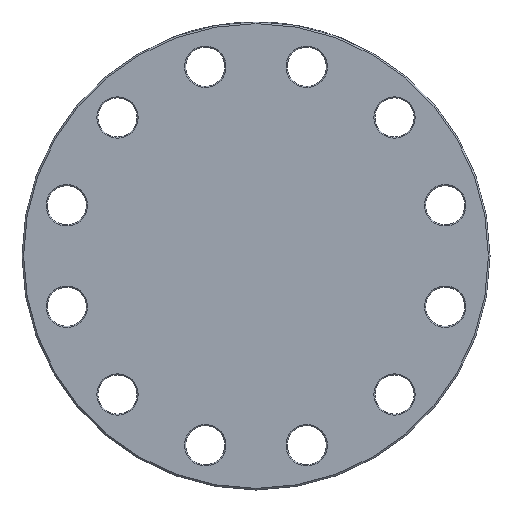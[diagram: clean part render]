
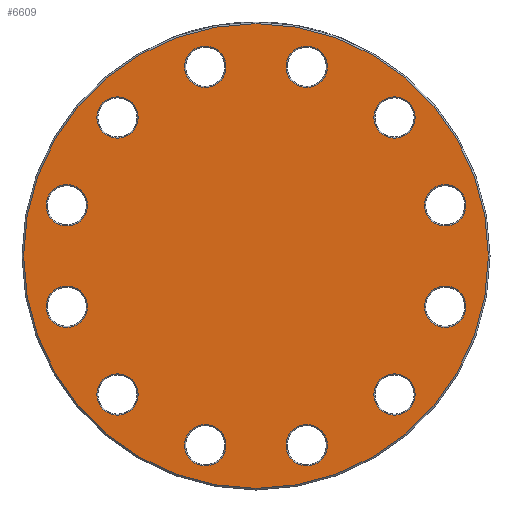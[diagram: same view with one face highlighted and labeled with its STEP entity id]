
A CAD part, left-side view. The second image highlights one B-rep face of the part: STEP entity #6609.
In plain terms, the highlighted planar face has unit normal (-1, 0, 0).
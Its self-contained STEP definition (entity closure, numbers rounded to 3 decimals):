
#72 = AXIS2_PLACEMENT_3D ( 'NONE', #4059, #1632, #6874 ) ;
#73 = FACE_BOUND ( 'NONE', #7208, .T. ) ;
#153 = CARTESIAN_POINT ( 'NONE',  ( 0., 46.587, -192.867 ) ) ;
#279 = EDGE_CURVE ( 'NONE', #3576, #3576, #1920, .T. ) ;
#319 = DIRECTION ( 'NONE',  ( 0., 0., -1. ) ) ;
#385 = DIRECTION ( 'NONE',  ( 0., 0., -1. ) ) ;
#453 = EDGE_LOOP ( 'NONE', ( #5209 ) ) ;
#597 = CARTESIAN_POINT ( 'NONE',  ( 0., -173.867, 27.587 ) ) ;
#659 = DIRECTION ( 'NONE',  ( 1., 0., 0. ) ) ;
#690 = EDGE_LOOP ( 'NONE', ( #4035 ) ) ;
#716 = CARTESIAN_POINT ( 'NONE',  ( 0., 173.867, -65.587 ) ) ;
#740 = DIRECTION ( 'NONE',  ( 0., 0., -1. ) ) ;
#887 = AXIS2_PLACEMENT_3D ( 'NONE', #2728, #5606, #4503 ) ;
#948 = EDGE_LOOP ( 'NONE', ( #2397 ) ) ;
#979 = DIRECTION ( 'NONE',  ( 1., 0., 0. ) ) ;
#1073 = FACE_BOUND ( 'NONE', #453, .T. ) ;
#1145 = AXIS2_PLACEMENT_3D ( 'NONE', #1654, #979, #385 ) ;
#1269 = CARTESIAN_POINT ( 'NONE',  ( 0., 0., -213.5 ) ) ;
#1279 = AXIS2_PLACEMENT_3D ( 'NONE', #6118, #659, #740 ) ;
#1349 = DIRECTION ( 'NONE',  ( 0., 0., -1. ) ) ;
#1353 = VERTEX_POINT ( 'NONE', #2467 ) ;
#1388 = FACE_BOUND ( 'NONE', #2620, .T. ) ;
#1632 = DIRECTION ( 'NONE',  ( 1., 0., 0. ) ) ;
#1639 = AXIS2_PLACEMENT_3D ( 'NONE', #7514, #3333, #319 ) ;
#1654 = CARTESIAN_POINT ( 'NONE',  ( 0., -46.587, 173.867 ) ) ;
#1680 = CIRCLE ( 'NONE', #6188, 213.5 ) ;
#1834 = DIRECTION ( 'NONE',  ( 0., 0., -1. ) ) ;
#1891 = VERTEX_POINT ( 'NONE', #153 ) ;
#1920 = CIRCLE ( 'NONE', #4047, 19. ) ;
#1924 = ORIENTED_EDGE ( 'NONE', *, *, #5182, .T. ) ;
#1935 = CIRCLE ( 'NONE', #3681, 19. ) ;
#1937 = VERTEX_POINT ( 'NONE', #1269 ) ;
#1956 = ORIENTED_EDGE ( 'NONE', *, *, #279, .T. ) ;
#2020 = CARTESIAN_POINT ( 'NONE',  ( 0., 46.587, -173.867 ) ) ;
#2042 = FACE_BOUND ( 'NONE', #6796, .T. ) ;
#2130 = CIRCLE ( 'NONE', #6513, 19. ) ;
#2182 = AXIS2_PLACEMENT_3D ( 'NONE', #4076, #6933, #3954 ) ;
#2276 = DIRECTION ( 'NONE',  ( 1., 0., 0. ) ) ;
#2300 = CARTESIAN_POINT ( 'NONE',  ( 0., 127.279, -146.279 ) ) ;
#2302 = DIRECTION ( 'NONE',  ( 1., 0., 0. ) ) ;
#2326 = EDGE_CURVE ( 'NONE', #5451, #5451, #4801, .T. ) ;
#2391 = FACE_BOUND ( 'NONE', #3183, .T. ) ;
#2397 = ORIENTED_EDGE ( 'NONE', *, *, #5463, .T. ) ;
#2465 = FACE_BOUND ( 'NONE', #4449, .T. ) ;
#2467 = CARTESIAN_POINT ( 'NONE',  ( 0., 46.587, 154.867 ) ) ;
#2569 = ORIENTED_EDGE ( 'NONE', *, *, #7342, .T. ) ;
#2620 = EDGE_LOOP ( 'NONE', ( #6128 ) ) ;
#2728 = CARTESIAN_POINT ( 'NONE',  ( 0., 0., 0. ) ) ;
#2880 = VERTEX_POINT ( 'NONE', #6493 ) ;
#2889 = ORIENTED_EDGE ( 'NONE', *, *, #2326, .T. ) ;
#2903 = AXIS2_PLACEMENT_3D ( 'NONE', #5256, #2276, #4663 ) ;
#2911 = DIRECTION ( 'NONE',  ( 0., 0., -1. ) ) ;
#2988 = ORIENTED_EDGE ( 'NONE', *, *, #6722, .T. ) ;
#3061 = FACE_BOUND ( 'NONE', #690, .T. ) ;
#3063 = CARTESIAN_POINT ( 'NONE',  ( 0., -127.279, -146.279 ) ) ;
#3115 = DIRECTION ( 'NONE',  ( 1., 0., 0. ) ) ;
#3183 = EDGE_LOOP ( 'NONE', ( #5070 ) ) ;
#3212 = EDGE_CURVE ( 'NONE', #1891, #1891, #2130, .T. ) ;
#3213 = VERTEX_POINT ( 'NONE', #716 ) ;
#3333 = DIRECTION ( 'NONE',  ( 1., 0., 0. ) ) ;
#3370 = EDGE_CURVE ( 'NONE', #7291, #7291, #5639, .T. ) ;
#3576 = VERTEX_POINT ( 'NONE', #597 ) ;
#3658 = DIRECTION ( 'NONE',  ( 0., 0., -1. ) ) ;
#3681 = AXIS2_PLACEMENT_3D ( 'NONE', #6701, #6126, #1349 ) ;
#3783 = DIRECTION ( 'NONE',  ( 0., 0., -1. ) ) ;
#3804 = DIRECTION ( 'NONE',  ( -1., 0., 0. ) ) ;
#3893 = EDGE_CURVE ( 'NONE', #1353, #1353, #7266, .T. ) ;
#3918 = PLANE ( 'NONE',  #887 ) ;
#3954 = DIRECTION ( 'NONE',  ( 0., 0., -1. ) ) ;
#4035 = ORIENTED_EDGE ( 'NONE', *, *, #7133, .T. ) ;
#4047 = AXIS2_PLACEMENT_3D ( 'NONE', #4790, #5305, #3658 ) ;
#4058 = FACE_OUTER_BOUND ( 'NONE', #6041, .T. ) ;
#4059 = CARTESIAN_POINT ( 'NONE',  ( 0., -127.279, 127.279 ) ) ;
#4076 = CARTESIAN_POINT ( 'NONE',  ( 0., 127.279, -127.279 ) ) ;
#4081 = EDGE_LOOP ( 'NONE', ( #7028 ) ) ;
#4108 = VERTEX_POINT ( 'NONE', #6346 ) ;
#4132 = CARTESIAN_POINT ( 'NONE',  ( 0., -173.867, -46.587 ) ) ;
#4145 = CARTESIAN_POINT ( 'NONE',  ( 0., -127.279, -127.279 ) ) ;
#4282 = CARTESIAN_POINT ( 'NONE',  ( 0., 127.279, 108.279 ) ) ;
#4312 = CIRCLE ( 'NONE', #2182, 19. ) ;
#4362 = EDGE_CURVE ( 'NONE', #3213, #3213, #6289, .T. ) ;
#4449 = EDGE_LOOP ( 'NONE', ( #2889 ) ) ;
#4468 = ORIENTED_EDGE ( 'NONE', *, *, #3893, .T. ) ;
#4503 = DIRECTION ( 'NONE',  ( 0., 0., -1. ) ) ;
#4663 = DIRECTION ( 'NONE',  ( 0., 0., -1. ) ) ;
#4785 = EDGE_LOOP ( 'NONE', ( #1956 ) ) ;
#4790 = CARTESIAN_POINT ( 'NONE',  ( 0., -173.867, 46.587 ) ) ;
#4801 = CIRCLE ( 'NONE', #6803, 19. ) ;
#4827 = FACE_BOUND ( 'NONE', #7664, .T. ) ;
#4839 = DIRECTION ( 'NONE',  ( 1., 0., 0. ) ) ;
#4891 = AXIS2_PLACEMENT_3D ( 'NONE', #5713, #6449, #5753 ) ;
#4979 = DIRECTION ( 'NONE',  ( 0., 0., -1. ) ) ;
#5070 = ORIENTED_EDGE ( 'NONE', *, *, #3370, .T. ) ;
#5161 = VERTEX_POINT ( 'NONE', #5915 ) ;
#5178 = ORIENTED_EDGE ( 'NONE', *, *, #6211, .T. ) ;
#5182 = EDGE_CURVE ( 'NONE', #1937, #1937, #1680, .T. ) ;
#5202 = VERTEX_POINT ( 'NONE', #2300 ) ;
#5209 = ORIENTED_EDGE ( 'NONE', *, *, #6753, .T. ) ;
#5240 = VERTEX_POINT ( 'NONE', #5321 ) ;
#5256 = CARTESIAN_POINT ( 'NONE',  ( 0., 173.867, -46.587 ) ) ;
#5271 = CIRCLE ( 'NONE', #1145, 19. ) ;
#5305 = DIRECTION ( 'NONE',  ( 1., 0., 0. ) ) ;
#5321 = CARTESIAN_POINT ( 'NONE',  ( 0., 173.867, 27.587 ) ) ;
#5449 = FACE_BOUND ( 'NONE', #4785, .T. ) ;
#5451 = VERTEX_POINT ( 'NONE', #3063 ) ;
#5463 = EDGE_CURVE ( 'NONE', #7328, #7328, #1935, .T. ) ;
#5487 = CARTESIAN_POINT ( 'NONE',  ( 0., 0., 0. ) ) ;
#5538 = EDGE_LOOP ( 'NONE', ( #2988 ) ) ;
#5606 = DIRECTION ( 'NONE',  ( 1., 0., 0. ) ) ;
#5639 = CIRCLE ( 'NONE', #1639, 19. ) ;
#5690 = FACE_BOUND ( 'NONE', #4081, .T. ) ;
#5713 = CARTESIAN_POINT ( 'NONE',  ( 0., 46.587, 173.867 ) ) ;
#5731 = CIRCLE ( 'NONE', #7711, 19. ) ;
#5753 = DIRECTION ( 'NONE',  ( 0., 0., -1. ) ) ;
#5915 = CARTESIAN_POINT ( 'NONE',  ( 0., -127.279, 108.279 ) ) ;
#6041 = EDGE_LOOP ( 'NONE', ( #1924 ) ) ;
#6118 = CARTESIAN_POINT ( 'NONE',  ( 0., 173.867, 46.587 ) ) ;
#6126 = DIRECTION ( 'NONE',  ( 1., 0., 0. ) ) ;
#6128 = ORIENTED_EDGE ( 'NONE', *, *, #4362, .T. ) ;
#6163 = CARTESIAN_POINT ( 'NONE',  ( 0., -46.587, -192.867 ) ) ;
#6188 = AXIS2_PLACEMENT_3D ( 'NONE', #5487, #3804, #4979 ) ;
#6211 = EDGE_CURVE ( 'NONE', #5202, #5202, #4312, .T. ) ;
#6289 = CIRCLE ( 'NONE', #2903, 19. ) ;
#6346 = CARTESIAN_POINT ( 'NONE',  ( 0., -46.587, 154.867 ) ) ;
#6449 = DIRECTION ( 'NONE',  ( 1., 0., 0. ) ) ;
#6493 = CARTESIAN_POINT ( 'NONE',  ( 0., -173.867, -65.587 ) ) ;
#6513 = AXIS2_PLACEMENT_3D ( 'NONE', #2020, #3115, #3783 ) ;
#6609 = ADVANCED_FACE ( 'NONE', ( #4058, #1073, #2391, #4827, #6626, #3061, #5449, #73, #2465, #7250, #5690, #2042, #1388 ), #3918, .F. ) ;
#6626 = FACE_BOUND ( 'NONE', #5538, .T. ) ;
#6701 = CARTESIAN_POINT ( 'NONE',  ( 0., -46.587, -173.867 ) ) ;
#6722 = EDGE_CURVE ( 'NONE', #4108, #4108, #5271, .T. ) ;
#6753 = EDGE_CURVE ( 'NONE', #5240, #5240, #7506, .T. ) ;
#6796 = EDGE_LOOP ( 'NONE', ( #5178 ) ) ;
#6803 = AXIS2_PLACEMENT_3D ( 'NONE', #4145, #2302, #1834 ) ;
#6831 = CIRCLE ( 'NONE', #72, 19. ) ;
#6874 = DIRECTION ( 'NONE',  ( 0., 0., -1. ) ) ;
#6933 = DIRECTION ( 'NONE',  ( 1., 0., 0. ) ) ;
#7028 = ORIENTED_EDGE ( 'NONE', *, *, #3212, .T. ) ;
#7133 = EDGE_CURVE ( 'NONE', #5161, #5161, #6831, .T. ) ;
#7208 = EDGE_LOOP ( 'NONE', ( #2569 ) ) ;
#7250 = FACE_BOUND ( 'NONE', #948, .T. ) ;
#7266 = CIRCLE ( 'NONE', #4891, 19. ) ;
#7291 = VERTEX_POINT ( 'NONE', #4282 ) ;
#7328 = VERTEX_POINT ( 'NONE', #6163 ) ;
#7342 = EDGE_CURVE ( 'NONE', #2880, #2880, #5731, .T. ) ;
#7506 = CIRCLE ( 'NONE', #1279, 19. ) ;
#7514 = CARTESIAN_POINT ( 'NONE',  ( 0., 127.279, 127.279 ) ) ;
#7664 = EDGE_LOOP ( 'NONE', ( #4468 ) ) ;
#7711 = AXIS2_PLACEMENT_3D ( 'NONE', #4132, #4839, #2911 ) ;
